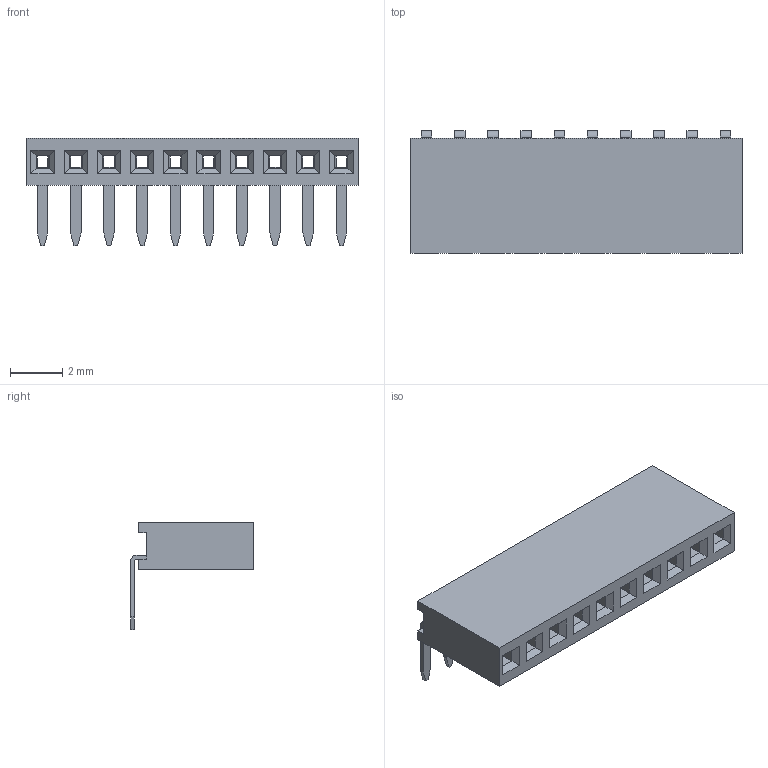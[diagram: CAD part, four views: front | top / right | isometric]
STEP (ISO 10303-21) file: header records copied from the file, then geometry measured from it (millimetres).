
FILE_DESCRIPTION(('STEP AP214'), '1');
FILE_NAME('PBS1.27-R', '', ('UNSPECIFIED'), ('UNSPECIFIED'), 'ASCON STEP Converter 1.6', 'ASCON Math Kernel', '');
FILE_SCHEMA(('AUTOMOTIVE_DESIGN { 1 0 10303 214 3 1 1}'));
Length unit declared in the file: millimetre
Bounding box: 12.7 x 4.7 x 4.1 mm (x, y, z)
Volume: 72.3 mm3; surface area: 517.9 mm2
Topology: 11 solids, 11 shells, 600 faces, 1614 edges, 1036 vertices
Faces by surface type: plane 510, cylinder 90
Entity records: 23338 total; most frequent: CARTESIAN_POINT 3251, ORIENTED_EDGE 3228, DIRECTION 2996, EDGE_CURVE 1614, LINE 1434, VECTOR 1434, VERTEX_POINT 1036, AXIS2_PLACEMENT_3D 781
